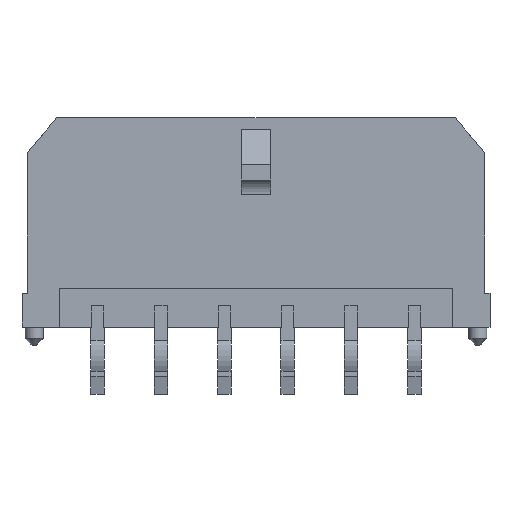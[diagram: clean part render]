
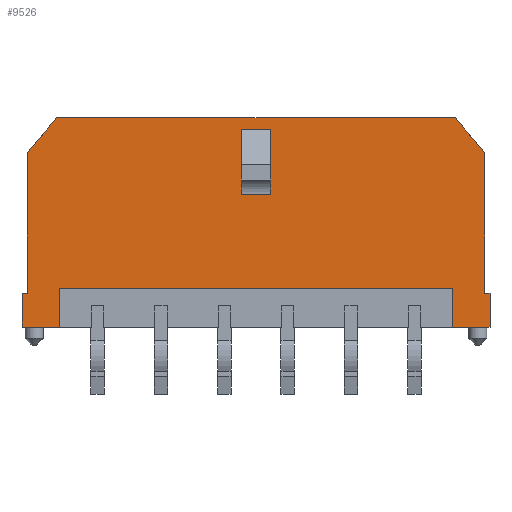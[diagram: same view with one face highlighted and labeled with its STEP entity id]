
A CAD part, front view. The second image highlights one B-rep face of the part: STEP entity #9526.
In plain terms, the highlighted planar face has unit normal (0, -1, 0).
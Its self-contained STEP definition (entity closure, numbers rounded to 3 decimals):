
#56 = VERTEX_POINT('',#57);
#57 = CARTESIAN_POINT('',(18.325,-4.9,1.595));
#63 = EDGE_CURVE('',#56,#64,#66,.T.);
#64 = VERTEX_POINT('',#65);
#65 = CARTESIAN_POINT('',(18.325,-4.9,8.255));
#66 = LINE('',#67,#68);
#67 = CARTESIAN_POINT('',(18.325,-4.9,1.595));
#68 = VECTOR('',#69,1.);
#69 = DIRECTION('',(0.,0.,1.));
#365 = VERTEX_POINT('',#366);
#366 = CARTESIAN_POINT('',(-1.925,-4.9,9.905));
#372 = EDGE_CURVE('',#373,#365,#375,.T.);
#373 = VERTEX_POINT('',#374);
#374 = CARTESIAN_POINT('',(-3.325,-4.9,8.255));
#375 = LINE('',#376,#377);
#376 = CARTESIAN_POINT('',(-3.325,-4.9,8.255));
#377 = VECTOR('',#378,1.);
#378 = DIRECTION('',(0.647,0.,0.763)
  );
#614 = EDGE_CURVE('',#615,#373,#617,.T.);
#615 = VERTEX_POINT('',#616);
#616 = CARTESIAN_POINT('',(-3.325,-4.9,1.595));
#617 = LINE('',#618,#619);
#618 = CARTESIAN_POINT('',(-3.325,-4.9,1.595));
#619 = VECTOR('',#620,1.);
#620 = DIRECTION('',(0.,0.,1.));
#884 = VERTEX_POINT('',#885);
#885 = CARTESIAN_POINT('',(16.925,-4.9,9.905));
#891 = EDGE_CURVE('',#884,#365,#892,.T.);
#892 = LINE('',#893,#894);
#893 = CARTESIAN_POINT('',(16.925,-4.9,9.905));
#894 = VECTOR('',#895,1.);
#895 = DIRECTION('',(-1.,0.,0.));
#5104 = VERTEX_POINT('',#5105);
#5105 = CARTESIAN_POINT('',(-3.575,-4.9,-0.005));
#5111 = EDGE_CURVE('',#5104,#5112,#5114,.T.);
#5112 = VERTEX_POINT('',#5113);
#5113 = CARTESIAN_POINT('',(-1.805,-4.9,-0.005));
#5114 = LINE('',#5115,#5116);
#5115 = CARTESIAN_POINT('',(-3.575,-4.9,-0.005));
#5116 = VECTOR('',#5117,1.);
#5117 = DIRECTION('',(1.,0.,0.));
#5413 = VERTEX_POINT('',#5414);
#5414 = CARTESIAN_POINT('',(16.805,-4.9,-0.005));
#5420 = EDGE_CURVE('',#5413,#5421,#5423,.T.);
#5421 = VERTEX_POINT('',#5422);
#5422 = CARTESIAN_POINT('',(18.575,-4.9,-0.005));
#5423 = LINE('',#5424,#5425);
#5424 = CARTESIAN_POINT('',(16.805,-4.9,-0.005));
#5425 = VECTOR('',#5426,1.);
#5426 = DIRECTION('',(1.,0.,0.));
#9442 = EDGE_CURVE('',#615,#9443,#9445,.T.);
#9443 = VERTEX_POINT('',#9444);
#9444 = CARTESIAN_POINT('',(-3.575,-4.9,1.595));
#9445 = LINE('',#9446,#9447);
#9446 = CARTESIAN_POINT('',(-3.325,-4.9,1.595));
#9447 = VECTOR('',#9448,1.);
#9448 = DIRECTION('',(-1.,0.,0.));
#9489 = VERTEX_POINT('',#9490);
#9490 = CARTESIAN_POINT('',(18.575,-4.9,1.595));
#9496 = EDGE_CURVE('',#56,#9489,#9497,.T.);
#9497 = LINE('',#9498,#9499);
#9498 = CARTESIAN_POINT('',(18.325,-4.9,1.595));
#9499 = VECTOR('',#9500,1.);
#9500 = DIRECTION('',(1.,0.,0.));
#9526 = ADVANCED_FACE('',(#9527,#9577),#9611,.T.);
#9527 = FACE_BOUND('',#9528,.F.);
#9528 = EDGE_LOOP('',(#9529,#9537,#9545,#9551,#9552,#9558,#9559,#9560,
    #9561,#9562,#9568,#9569,#9570,#9576));
#9529 = ORIENTED_EDGE('',*,*,#9530,.T.);
#9530 = EDGE_CURVE('',#5413,#9531,#9533,.T.);
#9531 = VERTEX_POINT('',#9532);
#9532 = CARTESIAN_POINT('',(16.805,-4.9,1.845));
#9533 = LINE('',#9534,#9535);
#9534 = CARTESIAN_POINT('',(16.805,-4.9,-0.005));
#9535 = VECTOR('',#9536,1.);
#9536 = DIRECTION('',(0.,0.,1.));
#9537 = ORIENTED_EDGE('',*,*,#9538,.T.);
#9538 = EDGE_CURVE('',#9531,#9539,#9541,.T.);
#9539 = VERTEX_POINT('',#9540);
#9540 = CARTESIAN_POINT('',(-1.805,-4.9,1.845));
#9541 = LINE('',#9542,#9543);
#9542 = CARTESIAN_POINT('',(16.805,-4.9,1.845));
#9543 = VECTOR('',#9544,1.);
#9544 = DIRECTION('',(-1.,0.,0.));
#9545 = ORIENTED_EDGE('',*,*,#9546,.F.);
#9546 = EDGE_CURVE('',#5112,#9539,#9547,.T.);
#9547 = LINE('',#9548,#9549);
#9548 = CARTESIAN_POINT('',(-1.805,-4.9,-0.005));
#9549 = VECTOR('',#9550,1.);
#9550 = DIRECTION('',(0.,0.,1.));
#9551 = ORIENTED_EDGE('',*,*,#5111,.F.);
#9552 = ORIENTED_EDGE('',*,*,#9553,.T.);
#9553 = EDGE_CURVE('',#5104,#9443,#9554,.T.);
#9554 = LINE('',#9555,#9556);
#9555 = CARTESIAN_POINT('',(-3.575,-4.9,-0.005));
#9556 = VECTOR('',#9557,1.);
#9557 = DIRECTION('',(0.,0.,1.));
#9558 = ORIENTED_EDGE('',*,*,#9442,.F.);
#9559 = ORIENTED_EDGE('',*,*,#614,.T.);
#9560 = ORIENTED_EDGE('',*,*,#372,.T.);
#9561 = ORIENTED_EDGE('',*,*,#891,.F.);
#9562 = ORIENTED_EDGE('',*,*,#9563,.T.);
#9563 = EDGE_CURVE('',#884,#64,#9564,.T.);
#9564 = LINE('',#9565,#9566);
#9565 = CARTESIAN_POINT('',(16.925,-4.9,9.905));
#9566 = VECTOR('',#9567,1.);
#9567 = DIRECTION('',(0.647,0.,-0.763
    ));
#9568 = ORIENTED_EDGE('',*,*,#63,.F.);
#9569 = ORIENTED_EDGE('',*,*,#9496,.T.);
#9570 = ORIENTED_EDGE('',*,*,#9571,.T.);
#9571 = EDGE_CURVE('',#9489,#5421,#9572,.T.);
#9572 = LINE('',#9573,#9574);
#9573 = CARTESIAN_POINT('',(18.575,-4.9,1.595));
#9574 = VECTOR('',#9575,1.);
#9575 = DIRECTION('',(0.,0.,-1.));
#9576 = ORIENTED_EDGE('',*,*,#5420,.F.);
#9577 = FACE_BOUND('',#9578,.F.);
#9578 = EDGE_LOOP('',(#9579,#9589,#9597,#9605));
#9579 = ORIENTED_EDGE('',*,*,#9580,.F.);
#9580 = EDGE_CURVE('',#9581,#9583,#9585,.T.);
#9581 = VERTEX_POINT('',#9582);
#9582 = CARTESIAN_POINT('',(8.2,-4.9,9.365));
#9583 = VERTEX_POINT('',#9584);
#9584 = CARTESIAN_POINT('',(8.2,-4.9,6.279));
#9585 = LINE('',#9586,#9587);
#9586 = CARTESIAN_POINT('',(8.2,-4.9,9.365));
#9587 = VECTOR('',#9588,1.);
#9588 = DIRECTION('',(0.,0.,-1.));
#9589 = ORIENTED_EDGE('',*,*,#9590,.T.);
#9590 = EDGE_CURVE('',#9581,#9591,#9593,.T.);
#9591 = VERTEX_POINT('',#9592);
#9592 = CARTESIAN_POINT('',(6.8,-4.9,9.365));
#9593 = LINE('',#9594,#9595);
#9594 = CARTESIAN_POINT('',(8.2,-4.9,9.365));
#9595 = VECTOR('',#9596,1.);
#9596 = DIRECTION('',(-1.,0.,0.));
#9597 = ORIENTED_EDGE('',*,*,#9598,.T.);
#9598 = EDGE_CURVE('',#9591,#9599,#9601,.T.);
#9599 = VERTEX_POINT('',#9600);
#9600 = CARTESIAN_POINT('',(6.8,-4.9,6.279));
#9601 = LINE('',#9602,#9603);
#9602 = CARTESIAN_POINT('',(6.8,-4.9,9.365));
#9603 = VECTOR('',#9604,1.);
#9604 = DIRECTION('',(0.,0.,-1.));
#9605 = ORIENTED_EDGE('',*,*,#9606,.F.);
#9606 = EDGE_CURVE('',#9583,#9599,#9607,.T.);
#9607 = LINE('',#9608,#9609);
#9608 = CARTESIAN_POINT('',(8.2,-4.9,6.279));
#9609 = VECTOR('',#9610,1.);
#9610 = DIRECTION('',(-1.,0.,0.));
#9611 = PLANE('',#9612);
#9612 = AXIS2_PLACEMENT_3D('',#9613,#9614,#9615);
#9613 = CARTESIAN_POINT('',(18.325,-4.9,-0.005));
#9614 = DIRECTION('',(0.,-1.,0.));
#9615 = DIRECTION('',(0.,0.,1.));
